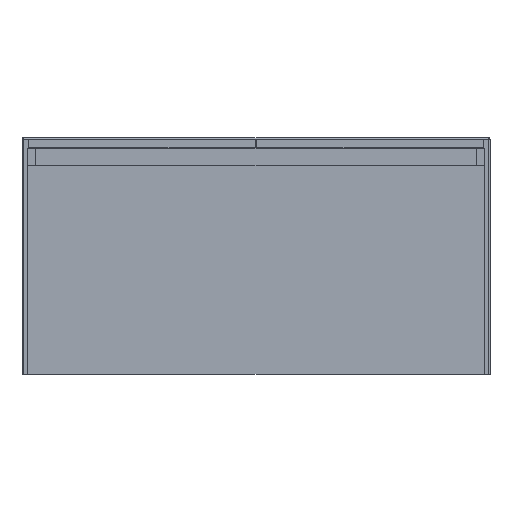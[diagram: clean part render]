
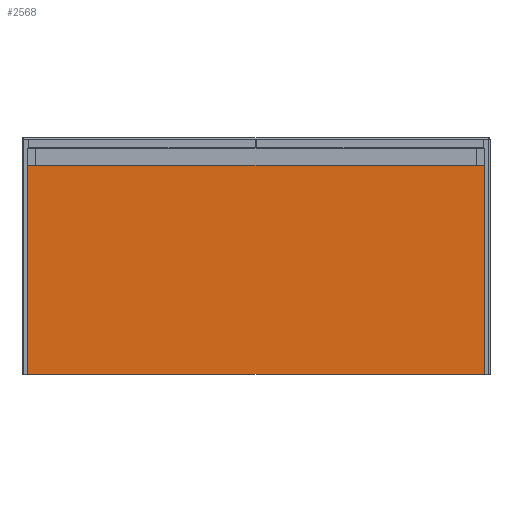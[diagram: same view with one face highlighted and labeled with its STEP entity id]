
A CAD part, front view. The second image highlights one B-rep face of the part: STEP entity #2568.
In plain terms, the highlighted planar face has unit normal (0, -1, 0).
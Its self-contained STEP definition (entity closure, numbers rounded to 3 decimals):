
#12 = LINE ( 'NONE', #4087, #1083 ) ;
#124 = CARTESIAN_POINT ( 'NONE',  ( -444., -490.1, 0. ) ) ;
#385 = LINE ( 'NONE', #1973, #4443 ) ;
#470 = EDGE_CURVE ( 'NONE', #1482, #1169, #385, .T. ) ;
#514 = VECTOR ( 'NONE', #4111, 1000. ) ;
#817 = LINE ( 'NONE', #4686, #3926 ) ;
#1035 = CARTESIAN_POINT ( 'NONE',  ( 444., -490.1, 1349.713 ) ) ;
#1040 = VERTEX_POINT ( 'NONE', #4067 ) ;
#1058 = DIRECTION ( 'NONE',  ( 0., 0., -1. ) ) ;
#1083 = VECTOR ( 'NONE', #3217, 1000. ) ;
#1169 = VERTEX_POINT ( 'NONE', #124 ) ;
#1208 = EDGE_LOOP ( 'NONE', ( #3177, #2107, #4928, #3948 ) ) ;
#1482 = VERTEX_POINT ( 'NONE', #1993 ) ;
#1973 = CARTESIAN_POINT ( 'NONE',  ( 444., -490.1, 0. ) ) ;
#1993 = CARTESIAN_POINT ( 'NONE',  ( 444., -490.1, 0. ) ) ;
#2107 = ORIENTED_EDGE ( 'NONE', *, *, #2867, .T. ) ;
#2180 = DIRECTION ( 'NONE',  ( 0., -1., 0. ) ) ;
#2413 = EDGE_CURVE ( 'NONE', #1040, #1482, #12, .T. ) ;
#2480 = VERTEX_POINT ( 'NONE', #2957 ) ;
#2568 = ADVANCED_FACE ( 'NONE', ( #5150 ), #3869, .T. ) ;
#2783 = LINE ( 'NONE', #3317, #514 ) ;
#2867 = EDGE_CURVE ( 'NONE', #1040, #2480, #2783, .T. ) ;
#2957 = CARTESIAN_POINT ( 'NONE',  ( -444., -490.1, 406.1 ) ) ;
#3177 = ORIENTED_EDGE ( 'NONE', *, *, #2413, .F. ) ;
#3217 = DIRECTION ( 'NONE',  ( 0., 0., -1. ) ) ;
#3317 = CARTESIAN_POINT ( 'NONE',  ( 444., -490.1, 406.1 ) ) ;
#3869 = PLANE ( 'NONE',  #4775 ) ;
#3926 = VECTOR ( 'NONE', #1058, 1000. ) ;
#3948 = ORIENTED_EDGE ( 'NONE', *, *, #470, .F. ) ;
#4067 = CARTESIAN_POINT ( 'NONE',  ( 444., -490.1, 406.1 ) ) ;
#4087 = CARTESIAN_POINT ( 'NONE',  ( 444., -490.1, 1349.713 ) ) ;
#4111 = DIRECTION ( 'NONE',  ( -1., 0., 0. ) ) ;
#4443 = VECTOR ( 'NONE', #4879, 1000. ) ;
#4658 = DIRECTION ( 'NONE',  ( 0., 0., -1. ) ) ;
#4686 = CARTESIAN_POINT ( 'NONE',  ( -444., -490.1, 1349.713 ) ) ;
#4775 = AXIS2_PLACEMENT_3D ( 'NONE', #1035, #2180, #4658 ) ;
#4809 = EDGE_CURVE ( 'NONE', #2480, #1169, #817, .T. ) ;
#4879 = DIRECTION ( 'NONE',  ( -1., 0., 0. ) ) ;
#4928 = ORIENTED_EDGE ( 'NONE', *, *, #4809, .T. ) ;
#5150 = FACE_OUTER_BOUND ( 'NONE', #1208, .T. ) ;
